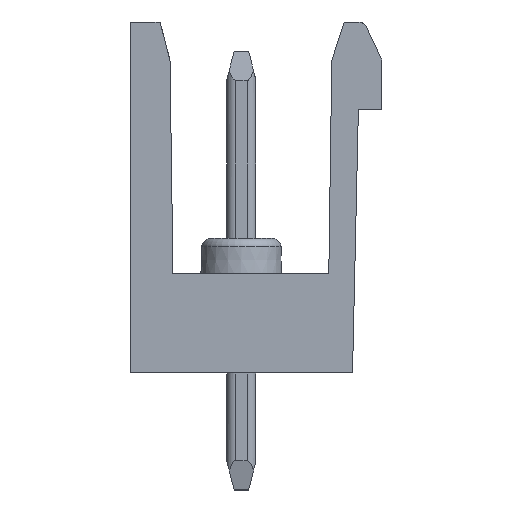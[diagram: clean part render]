
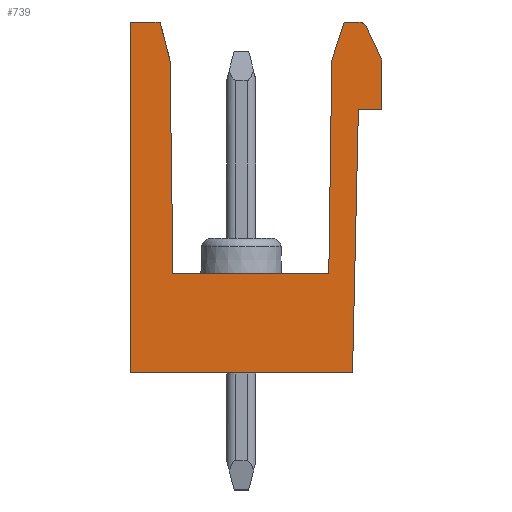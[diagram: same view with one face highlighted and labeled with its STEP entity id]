
A CAD part, left-side view. The second image highlights one B-rep face of the part: STEP entity #739.
In plain terms, the highlighted planar face has unit normal (-1, 0, 0).
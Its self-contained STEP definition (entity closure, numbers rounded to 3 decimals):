
#739=ADVANCED_FACE('',(#1701),#1293,.F.);
#1293=PLANE('',#10639);
#1701=FACE_OUTER_BOUND('',#2260,.T.);
#2260=EDGE_LOOP('',(#3483,#3484,#3485,#3486,#3487,#3488,#3489,#3490,#3491,
#3492,#3493,#3494,#3495,#3496,#3497,#3498));
#2867=CIRCLE('',#10638,0.3);
#3483=ORIENTED_EDGE('',*,*,#7379,.F.);
#3484=ORIENTED_EDGE('',*,*,#7380,.T.);
#3485=ORIENTED_EDGE('',*,*,#7010,.T.);
#3486=ORIENTED_EDGE('',*,*,#7256,.F.);
#3487=ORIENTED_EDGE('',*,*,#7381,.F.);
#3488=ORIENTED_EDGE('',*,*,#7357,.F.);
#3489=ORIENTED_EDGE('',*,*,#7354,.F.);
#3490=ORIENTED_EDGE('',*,*,#7351,.F.);
#3491=ORIENTED_EDGE('',*,*,#7378,.F.);
#3492=ORIENTED_EDGE('',*,*,#7382,.F.);
#3493=ORIENTED_EDGE('',*,*,#7383,.T.);
#3494=ORIENTED_EDGE('',*,*,#7384,.F.);
#3495=ORIENTED_EDGE('',*,*,#7385,.F.);
#3496=ORIENTED_EDGE('',*,*,#7281,.F.);
#3497=ORIENTED_EDGE('',*,*,#7280,.F.);
#3498=ORIENTED_EDGE('',*,*,#7279,.F.);
#6014=VERTEX_POINT('',#14591);
#6015=VERTEX_POINT('',#14593);
#6211=VERTEX_POINT('',#15238);
#6223=VERTEX_POINT('',#15275);
#6224=VERTEX_POINT('',#15277);
#6225=VERTEX_POINT('',#15279);
#6226=VERTEX_POINT('',#15281);
#6269=VERTEX_POINT('',#15387);
#6278=VERTEX_POINT('',#15415);
#6279=VERTEX_POINT('',#15419);
#6282=VERTEX_POINT('',#15426);
#6295=VERTEX_POINT('',#15469);
#6296=VERTEX_POINT('',#15473);
#6297=VERTEX_POINT('',#15477);
#6298=VERTEX_POINT('',#15479);
#6299=VERTEX_POINT('',#15481);
#7010=EDGE_CURVE('',#6015,#6014,#8510,.T.);
#7256=EDGE_CURVE('',#6211,#6014,#8654,.T.);
#7279=EDGE_CURVE('',#6223,#6224,#8661,.T.);
#7280=EDGE_CURVE('',#6224,#6225,#8662,.T.);
#7281=EDGE_CURVE('',#6225,#6226,#8663,.T.);
#7351=EDGE_CURVE('',#6278,#6269,#8697,.T.);
#7354=EDGE_CURVE('',#6269,#6279,#8700,.T.);
#7357=EDGE_CURVE('',#6279,#6282,#8703,.T.);
#7378=EDGE_CURVE('',#6295,#6278,#8721,.T.);
#7379=EDGE_CURVE('',#6296,#6223,#8722,.T.);
#7380=EDGE_CURVE('',#6296,#6015,#8723,.T.);
#7381=EDGE_CURVE('',#6282,#6211,#8724,.T.);
#7382=EDGE_CURVE('',#6297,#6295,#2867,.T.);
#7383=EDGE_CURVE('',#6297,#6298,#8725,.T.);
#7384=EDGE_CURVE('',#6299,#6298,#8726,.T.);
#7385=EDGE_CURVE('',#6226,#6299,#8727,.T.);
#8510=LINE('',#14592,#9476);
#8654=LINE('',#15239,#9620);
#8661=LINE('',#15276,#9627);
#8662=LINE('',#15278,#9628);
#8663=LINE('',#15280,#9629);
#8697=LINE('',#15416,#9663);
#8700=LINE('',#15422,#9666);
#8703=LINE('',#15428,#9669);
#8721=LINE('',#15470,#9687);
#8722=LINE('',#15472,#9688);
#8723=LINE('',#15474,#9689);
#8724=LINE('',#15475,#9690);
#8725=LINE('',#15478,#9691);
#8726=LINE('',#15480,#9692);
#8727=LINE('',#15482,#9693);
#9476=VECTOR('',#11504,1.);
#9620=VECTOR('',#11880,1.);
#9627=VECTOR('',#11923,1.);
#9628=VECTOR('',#11924,1.);
#9629=VECTOR('',#11925,1.);
#9663=VECTOR('',#12057,1.);
#9666=VECTOR('',#12062,1.);
#9669=VECTOR('',#12067,1.);
#9687=VECTOR('',#12107,1.);
#9688=VECTOR('',#12110,1.);
#9689=VECTOR('',#12111,1.);
#9690=VECTOR('',#12112,1.);
#9691=VECTOR('',#12115,1.);
#9692=VECTOR('',#12116,1.);
#9693=VECTOR('',#12117,1.);
#10638=AXIS2_PLACEMENT_3D('',#15476,#12113,#12114);
#10639=AXIS2_PLACEMENT_3D('',#15483,#12118,#12119);
#11504=DIRECTION('',(0.,1.,0.));
#11880=DIRECTION('',(0.,0.,1.));
#11923=DIRECTION('',(0.,-1.,0.));
#11924=DIRECTION('',(0.,-1.,0.));
#11925=DIRECTION('',(0.,-1.,0.));
#12057=DIRECTION('',(0.,0.,-1.));
#12062=DIRECTION('',(0.,1.,0.));
#12067=DIRECTION('',(0.,0.022,-1.));
#12107=DIRECTION('',(0.,-0.419,-0.908));
#12110=DIRECTION('',(0.,-0.014,-1.));
#12111=DIRECTION('',(0.,0.25,0.968));
#12112=DIRECTION('',(0.,1.,0.));
#12113=DIRECTION('',(1.,0.,0.));
#12114=DIRECTION('',(0.,0.,1.));
#12115=DIRECTION('',(0.,1.,0.));
#12116=DIRECTION('',(0.,-0.306,0.952));
#12117=DIRECTION('',(0.,-0.014,1.));
#12118=DIRECTION('',(1.,0.,0.));
#12119=DIRECTION('',(0.,-1.,0.));
#14591=CARTESIAN_POINT('',(0.,8.6,0.));
#14592=CARTESIAN_POINT('',(0.,6.85,0.));
#14593=CARTESIAN_POINT('',(0.,7.577,0.));
#15238=CARTESIAN_POINT('',(0.,8.6,-12.));
#15239=CARTESIAN_POINT('',(0.,8.6,-12.));
#15275=CARTESIAN_POINT('',(0.,7.139,-8.6));
#15276=CARTESIAN_POINT('',(0.,4.3,-8.6));
#15277=CARTESIAN_POINT('',(0.,5.3,-8.6));
#15278=CARTESIAN_POINT('',(0.,5.3,-8.6));
#15279=CARTESIAN_POINT('',(0.,4.3,-8.6));
#15280=CARTESIAN_POINT('',(0.,4.3,-8.6));
#15281=CARTESIAN_POINT('',(0.,1.811,-8.6));
#15387=CARTESIAN_POINT('',(0.,0.,-3.));
#15415=CARTESIAN_POINT('',(0.,0.,-1.3));
#15416=CARTESIAN_POINT('',(0.,0.,-1.3));
#15419=CARTESIAN_POINT('',(0.,0.8,-3.));
#15422=CARTESIAN_POINT('',(0.,0.,-3.));
#15426=CARTESIAN_POINT('',(0.,1.,-12.));
#15428=CARTESIAN_POINT('',(0.,0.8,-3.));
#15469=CARTESIAN_POINT('',(0.,0.52,-0.174));
#15470=CARTESIAN_POINT('',(0.,0.52,-0.174));
#15472=CARTESIAN_POINT('',(0.,7.172,-6.2));
#15473=CARTESIAN_POINT('',(0.,7.241,-1.3));
#15474=CARTESIAN_POINT('',(0.,5.916,-6.418));
#15475=CARTESIAN_POINT('',(0.,1.,-12.));
#15476=CARTESIAN_POINT('',(0.,0.792,-0.3));
#15477=CARTESIAN_POINT('',(0.,0.792,0.));
#15478=CARTESIAN_POINT('',(0.,0.792,0.));
#15479=CARTESIAN_POINT('',(0.,1.291,0.));
#15480=CARTESIAN_POINT('',(0.,1.709,-1.3));
#15481=CARTESIAN_POINT('',(0.,1.709,-1.3));
#15482=CARTESIAN_POINT('',(0.,1.846,-11.1));
#15483=CARTESIAN_POINT('',(0.,4.3,-6.));
